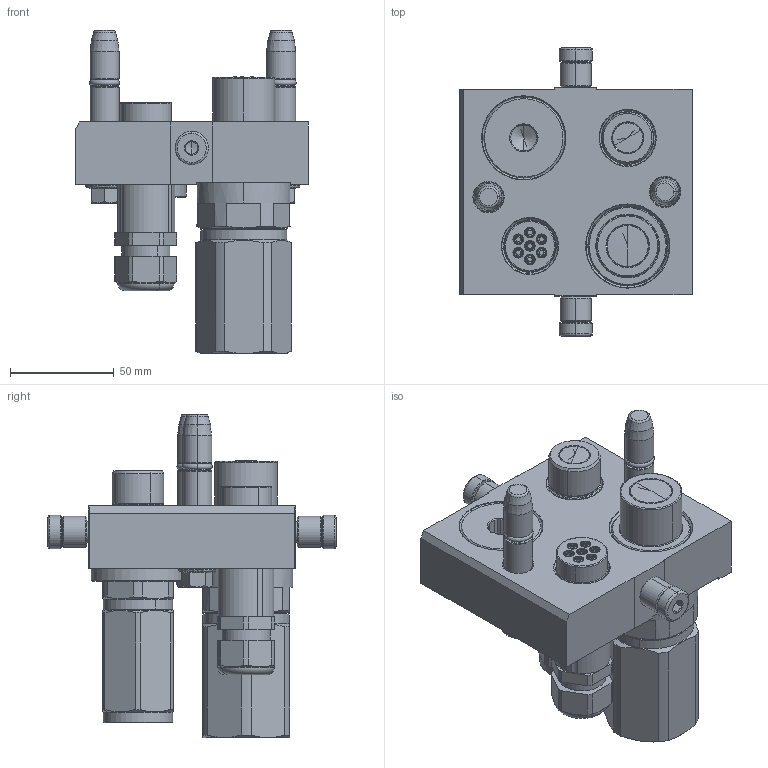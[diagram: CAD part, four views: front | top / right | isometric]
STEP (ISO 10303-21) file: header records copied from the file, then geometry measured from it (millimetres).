
FILE_DESCRIPTION (( 'STEP AP214' ), '1' );
FILE_NAME ('FASTER.step', '2021-11-21T21:25:00', ( '' ), ( '' ), 'SwSTEP 2.0', 'SolidWorks 2017', '' );
FILE_SCHEMA (( 'AUTOMOTIVE_DESIGN' ));
Length unit declared in the file: millimetre
Products named in the file (17): 1540_080_0008_000; 4830_021_0000_000; 4830_028_1000_011; conn_7p_m; or2_62x9_19_m; 3ffnp12_gas_m; et002; 4830_010_0000_032; 3ffnp34_gas_m; FASTER; TAPPO_34; 4830_044_0000_000; corspel08-7_m; P510_M_BASE; 4830_013_3000_030
Assembly tree (23 placements, depth 3):
  FASTER
    P510_M_BASE
      4830_010_0000_032
      4830_013_3000_030  x2
      4830_028_1000_011  x2
      4830_021_0000_000  x2
      1540_080_0008_000  x2
      or2_62x9_19_m  x2
    TAPPO_34
    conn_7p_m
      4830_044_0000_000  x3
      corspel08-7_m
    3ffnp12_gas_m
      3ffnp12_gas_m
    3ffnp34_gas_m
      3ffnp34_gas_m
    et002
Bounding box: 112.3 x 138.6 x 155.35 mm (x, y, z)
Volume: 46024.5 mm3; surface area: 130004.7 mm2
Topology: 6 solids, 56 shells, 1969 faces, 5549 edges, 3641 vertices
Faces by surface type: plane 1081, cylinder 388, cone 315, torus 120, bspline 59, sphere 6
Entity records: 70932 total; most frequent: CARTESIAN_POINT 18438, ORIENTED_EDGE 9202, DIRECTION 8734, EDGE_CURVE 4987, VERTEX_POINT 3309, LINE 3168, VECTOR 3168, AXIS2_PLACEMENT_3D 2783
